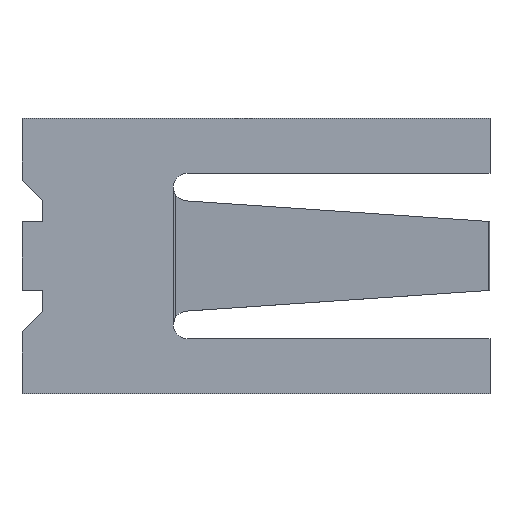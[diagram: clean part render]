
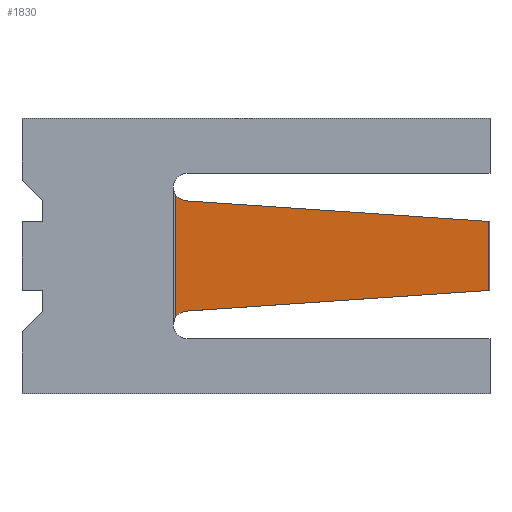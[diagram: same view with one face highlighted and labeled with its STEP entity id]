
A CAD part, top view. The second image highlights one B-rep face of the part: STEP entity #1830.
In plain terms, the highlighted planar face has unit normal (-0.074, 0, 0.997).
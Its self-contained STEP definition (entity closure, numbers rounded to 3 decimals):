
#518 = CYLINDRICAL_SURFACE('',#519,0.1);
#519 = AXIS2_PLACEMENT_3D('',#520,#521,#522);
#520 = CARTESIAN_POINT('',(1.2,-0.5,-0.13));
#521 = DIRECTION('',(-0.,-0.,-1.));
#522 = DIRECTION('',(1.,0.,0.));
#575 = CYLINDRICAL_SURFACE('',#576,0.1);
#576 = AXIS2_PLACEMENT_3D('',#577,#578,#579);
#577 = CARTESIAN_POINT('',(1.2,0.5,-0.13));
#578 = DIRECTION('',(-0.,-0.,-1.));
#579 = DIRECTION('',(1.,0.,0.));
#740 = VERTEX_POINT('',#741);
#741 = CARTESIAN_POINT('',(1.115,0.448,
    0.001));
#763 = CYLINDRICAL_SURFACE('',#764,0.2);
#764 = AXIS2_PLACEMENT_3D('',#765,#766,#767);
#765 = CARTESIAN_POINT('',(1.1,-3.996,0.2));
#766 = DIRECTION('',(0.,-1.,0.));
#767 = DIRECTION('',(1.,0.,0.));
#779 = EDGE_CURVE('',#780,#740,#782,.T.);
#780 = VERTEX_POINT('',#781);
#781 = CARTESIAN_POINT('',(1.193,0.4,
    0.006));
#782 = SURFACE_CURVE('',#783,(#788,#799),.PCURVE_S1.);
#783 = ELLIPSE('',#784,0.1,0.1);
#784 = AXIS2_PLACEMENT_3D('',#785,#786,#787);
#785 = CARTESIAN_POINT('',(1.2,0.5,0.007));
#786 = DIRECTION('',(0.074,0.,
    -0.997));
#787 = DIRECTION('',(-0.997,0.,
    -0.074));
#788 = PCURVE('',#575,#789);
#789 = DEFINITIONAL_REPRESENTATION('',(#790),#798);
#790 = B_SPLINE_CURVE_WITH_KNOTS('',6,(#791,#792,#793,#794,#795,#796,
    #797),.UNSPECIFIED.,.F.,.F.,(7,7),(4.78,7.854),
  .PIECEWISE_BEZIER_KNOTS.);
#791 = CARTESIAN_POINT('',(-4.644,-0.136));
#792 = CARTESIAN_POINT('',(-4.132,-0.133));
#793 = CARTESIAN_POINT('',(-3.62,-0.129));
#794 = CARTESIAN_POINT('',(-3.108,-0.127));
#795 = CARTESIAN_POINT('',(-2.595,-0.129));
#796 = CARTESIAN_POINT('',(-2.083,-0.133));
#797 = CARTESIAN_POINT('',(-1.571,-0.137));
#798 = ( GEOMETRIC_REPRESENTATION_CONTEXT(2) 
PARAMETRIC_REPRESENTATION_CONTEXT() REPRESENTATION_CONTEXT('2D SPACE',''
  ) );
#799 = PCURVE('',#800,#805);
#800 = PLANE('',#801);
#801 = AXIS2_PLACEMENT_3D('',#802,#803,#804);
#802 = CARTESIAN_POINT('',(1.115,-3.996,
    0.001));
#803 = DIRECTION('',(0.074,0.,
    -0.997));
#804 = DIRECTION('',(0.997,0.,
    0.074));
#805 = DEFINITIONAL_REPRESENTATION('',(#806),#810);
#806 = ELLIPSE('',#807,0.1,0.1);
#807 = AXIS2_PLACEMENT_2D('',#808,#809);
#808 = CARTESIAN_POINT('',(0.085,-4.496));
#809 = DIRECTION('',(-1.,0.));
#810 = ( GEOMETRIC_REPRESENTATION_CONTEXT(2) 
PARAMETRIC_REPRESENTATION_CONTEXT() REPRESENTATION_CONTEXT('2D SPACE',''
  ) );
#828 = PLANE('',#829);
#829 = AXIS2_PLACEMENT_3D('',#830,#831,#832);
#830 = CARTESIAN_POINT('',(1.193,0.4,-0.13));
#831 = DIRECTION('',(0.068,0.998,0.));
#832 = DIRECTION('',(0.998,-0.068,0.));
#999 = VERTEX_POINT('',#1000);
#1000 = CARTESIAN_POINT('',(1.193,-0.4,
    0.006));
#1014 = PLANE('',#1015);
#1015 = AXIS2_PLACEMENT_3D('',#1016,#1017,#1018);
#1016 = CARTESIAN_POINT('',(3.4,-0.25,-0.13));
#1017 = DIRECTION('',(0.068,-0.998,0.));
#1018 = DIRECTION('',(-0.998,-0.068,0.));
#1026 = EDGE_CURVE('',#1027,#999,#1029,.T.);
#1027 = VERTEX_POINT('',#1028);
#1028 = CARTESIAN_POINT('',(1.115,-0.448,
    0.001));
#1029 = SURFACE_CURVE('',#1030,(#1035,#1046),.PCURVE_S1.);
#1030 = ELLIPSE('',#1031,0.1,0.1);
#1031 = AXIS2_PLACEMENT_3D('',#1032,#1033,#1034);
#1032 = CARTESIAN_POINT('',(1.2,-0.5,0.007));
#1033 = DIRECTION('',(0.074,0.,
    -0.997));
#1034 = DIRECTION('',(-0.997,0.,
    -0.074));
#1035 = PCURVE('',#518,#1036);
#1036 = DEFINITIONAL_REPRESENTATION('',(#1037),#1045);
#1037 = B_SPLINE_CURVE_WITH_KNOTS('',6,(#1038,#1039,#1040,#1041,#1042,
    #1043,#1044),.UNSPECIFIED.,.F.,.F.,(7,7),(4.712,
    7.786),.PIECEWISE_BEZIER_KNOTS.);
#1038 = CARTESIAN_POINT('',(-4.712,-0.137));
#1039 = CARTESIAN_POINT('',(-4.2,-0.133));
#1040 = CARTESIAN_POINT('',(-3.688,-0.129));
#1041 = CARTESIAN_POINT('',(-3.176,-0.127));
#1042 = CARTESIAN_POINT('',(-2.663,-0.129));
#1043 = CARTESIAN_POINT('',(-2.151,-0.133));
#1044 = CARTESIAN_POINT('',(-1.639,-0.136));
#1045 = ( GEOMETRIC_REPRESENTATION_CONTEXT(2) 
PARAMETRIC_REPRESENTATION_CONTEXT() REPRESENTATION_CONTEXT('2D SPACE',''
  ) );
#1046 = PCURVE('',#800,#1047);
#1047 = DEFINITIONAL_REPRESENTATION('',(#1048),#1052);
#1048 = ELLIPSE('',#1049,0.1,0.1);
#1049 = AXIS2_PLACEMENT_2D('',#1050,#1051);
#1050 = CARTESIAN_POINT('',(0.085,-3.496));
#1051 = DIRECTION('',(-1.,0.));
#1052 = ( GEOMETRIC_REPRESENTATION_CONTEXT(2) 
PARAMETRIC_REPRESENTATION_CONTEXT() REPRESENTATION_CONTEXT('2D SPACE',''
  ) );
#1749 = PLANE('',#1750);
#1750 = AXIS2_PLACEMENT_3D('',#1751,#1752,#1753);
#1751 = CARTESIAN_POINT('',(3.389,-3.996,0.17));
#1752 = DIRECTION('',(-0.997,0.,
    -0.074));
#1753 = DIRECTION('',(0.074,0.,
    -0.997));
#1787 = EDGE_CURVE('',#1788,#780,#1790,.T.);
#1788 = VERTEX_POINT('',#1789);
#1789 = CARTESIAN_POINT('',(3.389,0.251,0.17));
#1790 = SURFACE_CURVE('',#1791,(#1795,#1802),.PCURVE_S1.);
#1791 = LINE('',#1792,#1793);
#1792 = CARTESIAN_POINT('',(1.297,0.393,
    0.014));
#1793 = VECTOR('',#1794,1.);
#1794 = DIRECTION('',(-0.995,0.068,
    -0.074));
#1795 = PCURVE('',#828,#1796);
#1796 = DEFINITIONAL_REPRESENTATION('',(#1797),#1801);
#1797 = LINE('',#1798,#1799);
#1798 = CARTESIAN_POINT('',(0.104,-0.144));
#1799 = VECTOR('',#1800,1.);
#1800 = DIRECTION('',(-0.997,0.074));
#1801 = ( GEOMETRIC_REPRESENTATION_CONTEXT(2) 
PARAMETRIC_REPRESENTATION_CONTEXT() REPRESENTATION_CONTEXT('2D SPACE',''
  ) );
#1802 = PCURVE('',#800,#1803);
#1803 = DEFINITIONAL_REPRESENTATION('',(#1804),#1808);
#1804 = LINE('',#1805,#1806);
#1805 = CARTESIAN_POINT('',(0.183,-4.389));
#1806 = VECTOR('',#1807,1.);
#1807 = DIRECTION('',(-0.998,-0.068));
#1808 = ( GEOMETRIC_REPRESENTATION_CONTEXT(2) 
PARAMETRIC_REPRESENTATION_CONTEXT() REPRESENTATION_CONTEXT('2D SPACE',''
  ) );
#1830 = ADVANCED_FACE('',(#1831),#800,.F.);
#1831 = FACE_BOUND('',#1832,.F.);
#1832 = EDGE_LOOP('',(#1833,#1834,#1855,#1856,#1857,#1880));
#1833 = ORIENTED_EDGE('',*,*,#1026,.F.);
#1834 = ORIENTED_EDGE('',*,*,#1835,.T.);
#1835 = EDGE_CURVE('',#1027,#740,#1836,.T.);
#1836 = SURFACE_CURVE('',#1837,(#1841,#1848),.PCURVE_S1.);
#1837 = LINE('',#1838,#1839);
#1838 = CARTESIAN_POINT('',(1.115,-3.996,
    0.001));
#1839 = VECTOR('',#1840,1.);
#1840 = DIRECTION('',(0.,1.,0.));
#1841 = PCURVE('',#800,#1842);
#1842 = DEFINITIONAL_REPRESENTATION('',(#1843),#1847);
#1843 = LINE('',#1844,#1845);
#1844 = CARTESIAN_POINT('',(0.,0.));
#1845 = VECTOR('',#1846,1.);
#1846 = DIRECTION('',(0.,-1.));
#1847 = ( GEOMETRIC_REPRESENTATION_CONTEXT(2) 
PARAMETRIC_REPRESENTATION_CONTEXT() REPRESENTATION_CONTEXT('2D SPACE',''
  ) );
#1848 = PCURVE('',#763,#1849);
#1849 = DEFINITIONAL_REPRESENTATION('',(#1850),#1854);
#1850 = LINE('',#1851,#1852);
#1851 = CARTESIAN_POINT('',(4.787,0.));
#1852 = VECTOR('',#1853,1.);
#1853 = DIRECTION('',(0.,-1.));
#1854 = ( GEOMETRIC_REPRESENTATION_CONTEXT(2) 
PARAMETRIC_REPRESENTATION_CONTEXT() REPRESENTATION_CONTEXT('2D SPACE',''
  ) );
#1855 = ORIENTED_EDGE('',*,*,#779,.F.);
#1856 = ORIENTED_EDGE('',*,*,#1787,.F.);
#1857 = ORIENTED_EDGE('',*,*,#1858,.F.);
#1858 = EDGE_CURVE('',#1859,#1788,#1861,.T.);
#1859 = VERTEX_POINT('',#1860);
#1860 = CARTESIAN_POINT('',(3.389,-0.251,0.17));
#1861 = SURFACE_CURVE('',#1862,(#1866,#1873),.PCURVE_S1.);
#1862 = LINE('',#1863,#1864);
#1863 = CARTESIAN_POINT('',(3.389,-3.996,0.17));
#1864 = VECTOR('',#1865,1.);
#1865 = DIRECTION('',(0.,1.,0.));
#1866 = PCURVE('',#800,#1867);
#1867 = DEFINITIONAL_REPRESENTATION('',(#1868),#1872);
#1868 = LINE('',#1869,#1870);
#1869 = CARTESIAN_POINT('',(2.28,0.));
#1870 = VECTOR('',#1871,1.);
#1871 = DIRECTION('',(0.,-1.));
#1872 = ( GEOMETRIC_REPRESENTATION_CONTEXT(2) 
PARAMETRIC_REPRESENTATION_CONTEXT() REPRESENTATION_CONTEXT('2D SPACE',''
  ) );
#1873 = PCURVE('',#1749,#1874);
#1874 = DEFINITIONAL_REPRESENTATION('',(#1875),#1879);
#1875 = LINE('',#1876,#1877);
#1876 = CARTESIAN_POINT('',(0.,0.));
#1877 = VECTOR('',#1878,1.);
#1878 = DIRECTION('',(0.,-1.));
#1879 = ( GEOMETRIC_REPRESENTATION_CONTEXT(2) 
PARAMETRIC_REPRESENTATION_CONTEXT() REPRESENTATION_CONTEXT('2D SPACE',''
  ) );
#1880 = ORIENTED_EDGE('',*,*,#1881,.F.);
#1881 = EDGE_CURVE('',#999,#1859,#1882,.T.);
#1882 = SURFACE_CURVE('',#1883,(#1887,#1894),.PCURVE_S1.);
#1883 = LINE('',#1884,#1885);
#1884 = CARTESIAN_POINT('',(2.125,-0.337,
    0.076));
#1885 = VECTOR('',#1886,1.);
#1886 = DIRECTION('',(0.995,0.068,0.074
    ));
#1887 = PCURVE('',#800,#1888);
#1888 = DEFINITIONAL_REPRESENTATION('',(#1889),#1893);
#1889 = LINE('',#1890,#1891);
#1890 = CARTESIAN_POINT('',(1.013,-3.659));
#1891 = VECTOR('',#1892,1.);
#1892 = DIRECTION('',(0.998,-0.068));
#1893 = ( GEOMETRIC_REPRESENTATION_CONTEXT(2) 
PARAMETRIC_REPRESENTATION_CONTEXT() REPRESENTATION_CONTEXT('2D SPACE',''
  ) );
#1894 = PCURVE('',#1014,#1895);
#1895 = DEFINITIONAL_REPRESENTATION('',(#1896),#1900);
#1896 = LINE('',#1897,#1898);
#1897 = CARTESIAN_POINT('',(1.278,-0.206));
#1898 = VECTOR('',#1899,1.);
#1899 = DIRECTION('',(-0.997,-0.074));
#1900 = ( GEOMETRIC_REPRESENTATION_CONTEXT(2) 
PARAMETRIC_REPRESENTATION_CONTEXT() REPRESENTATION_CONTEXT('2D SPACE',''
  ) );
